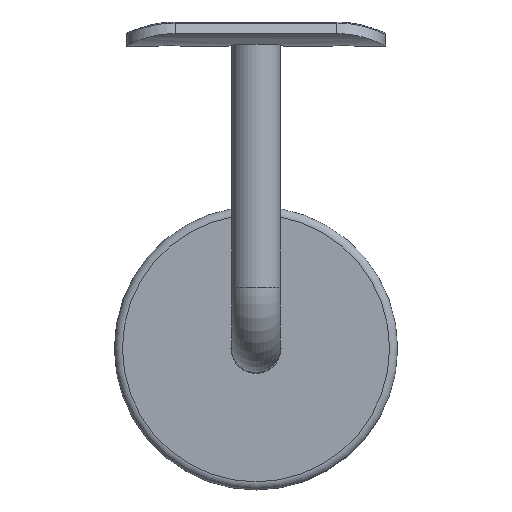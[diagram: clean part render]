
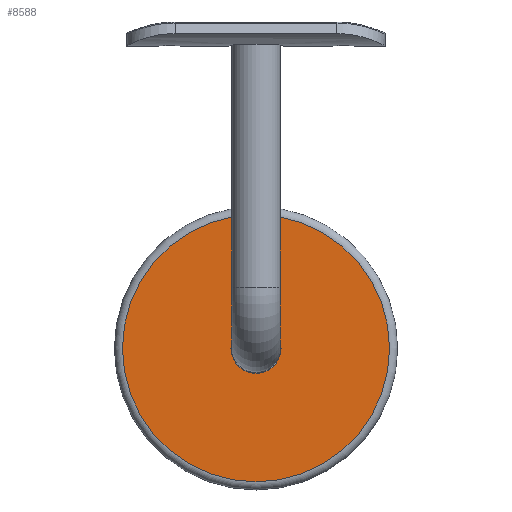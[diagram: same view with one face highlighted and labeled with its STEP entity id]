
A CAD part, top view. The second image highlights one B-rep face of the part: STEP entity #8588.
In plain terms, the highlighted planar face has unit normal (0, 0, 1).
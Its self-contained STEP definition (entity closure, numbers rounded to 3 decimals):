
#338 = AXIS2_PLACEMENT_3D ( 'NONE', #5122, #12852, #6601 ) ;
#1149 = DIRECTION ( 'NONE',  ( 0., 0., -1. ) ) ;
#1701 = FACE_OUTER_BOUND ( 'NONE', #10851, .T. ) ;
#3025 = CARTESIAN_POINT ( 'NONE',  ( 0., 33., 12. ) ) ;
#3195 = PLANE ( 'NONE',  #338 ) ;
#5122 = CARTESIAN_POINT ( 'NONE',  ( 0., -6.2, 12. ) ) ;
#5745 = ORIENTED_EDGE ( 'NONE', *, *, #7339, .F. ) ;
#6462 = CIRCLE ( 'NONE', #11997, 6.2 ) ;
#6601 = DIRECTION ( 'NONE',  ( 0., 1., 0. ) ) ;
#7339 = EDGE_CURVE ( 'NONE', #11036, #11036, #18202, .T. ) ;
#8588 = ADVANCED_FACE ( 'NONE', ( #1701, #19613 ), #3195, .F. ) ;
#8752 = EDGE_CURVE ( 'NONE', #13707, #13707, #6462, .T. ) ;
#8918 = AXIS2_PLACEMENT_3D ( 'NONE', #10321, #1149, #18056 ) ;
#10321 = CARTESIAN_POINT ( 'NONE',  ( 0., 0., 12. ) ) ;
#10639 = ORIENTED_EDGE ( 'NONE', *, *, #8752, .T. ) ;
#10851 = EDGE_LOOP ( 'NONE', ( #5745 ) ) ;
#11036 = VERTEX_POINT ( 'NONE', #3025 ) ;
#11897 = CARTESIAN_POINT ( 'NONE',  ( 0., 0., 12. ) ) ;
#11997 = AXIS2_PLACEMENT_3D ( 'NONE', #11897, #16638, #15034 ) ;
#12322 = CARTESIAN_POINT ( 'NONE',  ( 0., 6.2, 12. ) ) ;
#12852 = DIRECTION ( 'NONE',  ( 0., 0., -1. ) ) ;
#13707 = VERTEX_POINT ( 'NONE', #12322 ) ;
#15034 = DIRECTION ( 'NONE',  ( 0., 1., 0. ) ) ;
#16638 = DIRECTION ( 'NONE',  ( 0., 0., -1. ) ) ;
#18056 = DIRECTION ( 'NONE',  ( 0., 1., 0. ) ) ;
#18202 = CIRCLE ( 'NONE', #8918, 33. ) ;
#19613 = FACE_BOUND ( 'NONE', #19745, .T. ) ;
#19745 = EDGE_LOOP ( 'NONE', ( #10639 ) ) ;
